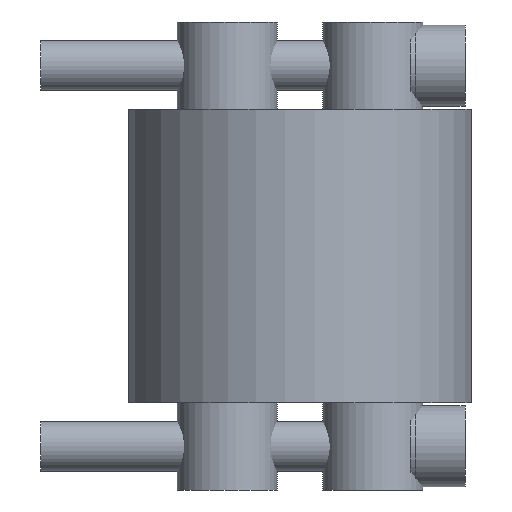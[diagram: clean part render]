
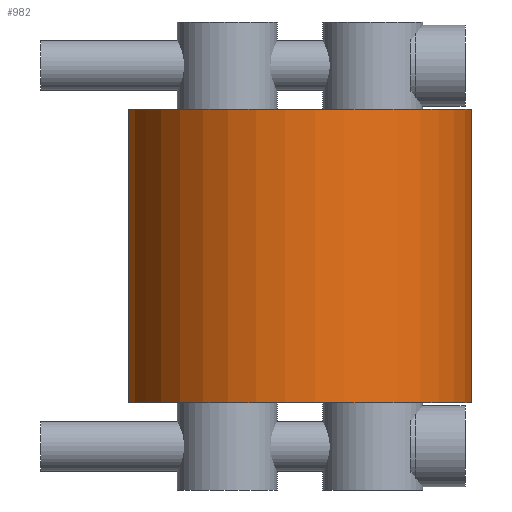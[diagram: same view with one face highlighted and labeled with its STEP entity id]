
A CAD part, front view. The second image highlights one B-rep face of the part: STEP entity #982.
In plain terms, the highlighted cylindrical face has radius 27.5 mm (diameter 55 mm), a partial arc.
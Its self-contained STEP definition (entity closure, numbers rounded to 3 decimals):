
#94=FACE_OUTER_BOUND('',#158,.T.);
#158=EDGE_LOOP('',(#758,#759,#760,#761));
#228=LINE('',#1625,#299);
#229=LINE('',#1629,#300);
#299=VECTOR('',#1304,10.);
#300=VECTOR('',#1309,10.);
#372=CIRCLE('',#1082,27.5);
#383=CIRCLE('',#1102,27.5);
#443=VERTEX_POINT('',#1573);
#444=VERTEX_POINT('',#1575);
#460=VERTEX_POINT('',#1623);
#461=VERTEX_POINT('',#1627);
#551=EDGE_CURVE('',#443,#444,#372,.T.);
#576=EDGE_CURVE('',#443,#460,#228,.T.);
#577=EDGE_CURVE('',#461,#460,#383,.T.);
#578=EDGE_CURVE('',#444,#461,#229,.T.);
#758=ORIENTED_EDGE('',*,*,#576,.T.);
#759=ORIENTED_EDGE('',*,*,#577,.F.);
#760=ORIENTED_EDGE('',*,*,#578,.F.);
#761=ORIENTED_EDGE('',*,*,#551,.F.);
#953=CYLINDRICAL_SURFACE('',#1101,27.5);
#982=ADVANCED_FACE('',(#94),#953,.T.);
#1082=AXIS2_PLACEMENT_3D('',#1576,#1252,#1253);
#1101=AXIS2_PLACEMENT_3D('',#1626,#1305,#1306);
#1102=AXIS2_PLACEMENT_3D('',#1628,#1307,#1308);
#1252=DIRECTION('center_axis',(0.,0.,-1.));
#1253=DIRECTION('ref_axis',(-0.973,0.232,0.));
#1304=DIRECTION('',(0.,0.,1.));
#1305=DIRECTION('center_axis',(0.,0.,1.));
#1306=DIRECTION('ref_axis',(0.,-1.,0.));
#1307=DIRECTION('center_axis',(0.,0.,1.));
#1308=DIRECTION('ref_axis',(-0.973,0.232,0.));
#1309=DIRECTION('',(0.,0.,1.));
#1573=CARTESIAN_POINT('',(26.75,6.38,-23.5));
#1575=CARTESIAN_POINT('',(-26.75,6.38,-23.5));
#1576=CARTESIAN_POINT('Origin',(0.,0.,-23.5));
#1623=CARTESIAN_POINT('',(26.75,6.38,23.5));
#1625=CARTESIAN_POINT('',(26.75,6.38,0.));
#1626=CARTESIAN_POINT('Origin',(0.,0.,0.));
#1627=CARTESIAN_POINT('',(-26.75,6.38,23.5));
#1628=CARTESIAN_POINT('Origin',(0.,0.,23.5));
#1629=CARTESIAN_POINT('',(-26.75,6.38,0.));
